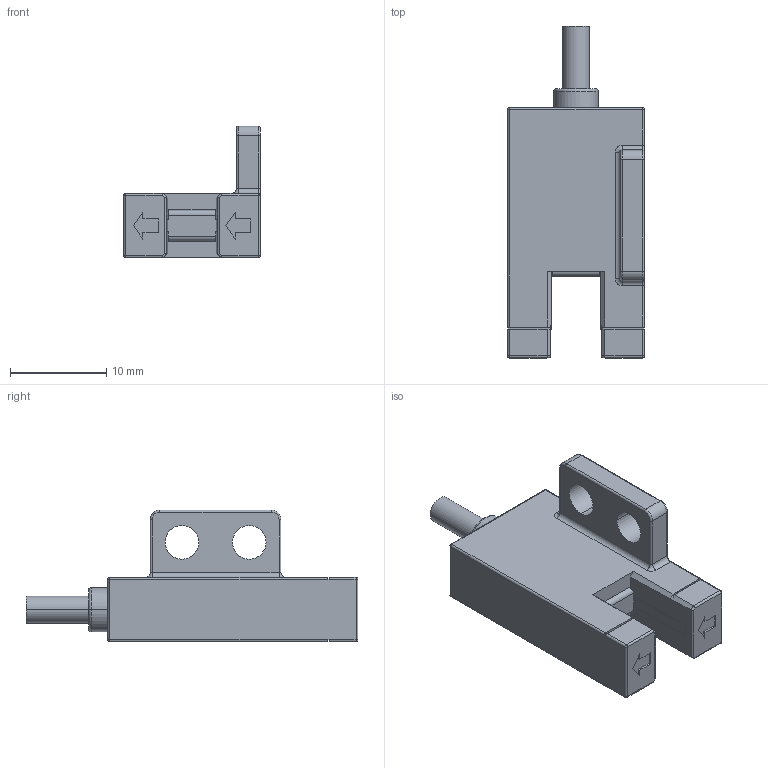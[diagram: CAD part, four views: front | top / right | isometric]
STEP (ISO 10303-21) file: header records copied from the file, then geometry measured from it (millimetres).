
FILE_DESCRIPTION((''),'2;1');
FILE_NAME('302','2022-02-21T',('EDZ'),(''),'PRO/ENGINEER BY PARAMETRIC TECHNOLOGY CORPORATION, 2014000','PRO/ENGINEER BY PARAMETRIC TECHNOLOGY CORPORATION, 2014000','');
FILE_SCHEMA(('CONFIG_CONTROL_DESIGN'));
Length unit declared in the file: millimetre
Products named in the file (1): 302
Bounding box: 14.2 x 34.5 x 13.7 mm (x, y, z)
Volume: 2371.1 mm3; surface area: 2144.9 mm2
Topology: 1 solids, 1 shells, 196 faces, 498 edges, 312 vertices
Faces by surface type: plane 124, cylinder 54, torus 10, sphere 8
Entity records: 5898 total; most frequent: CARTESIAN_POINT 1060, ORIENTED_EDGE 996, DIRECTION 986, EDGE_CURVE 498, VECTOR 386, LINE 386, VERTEX_POINT 312, AXIS2_PLACEMENT_3D 300
